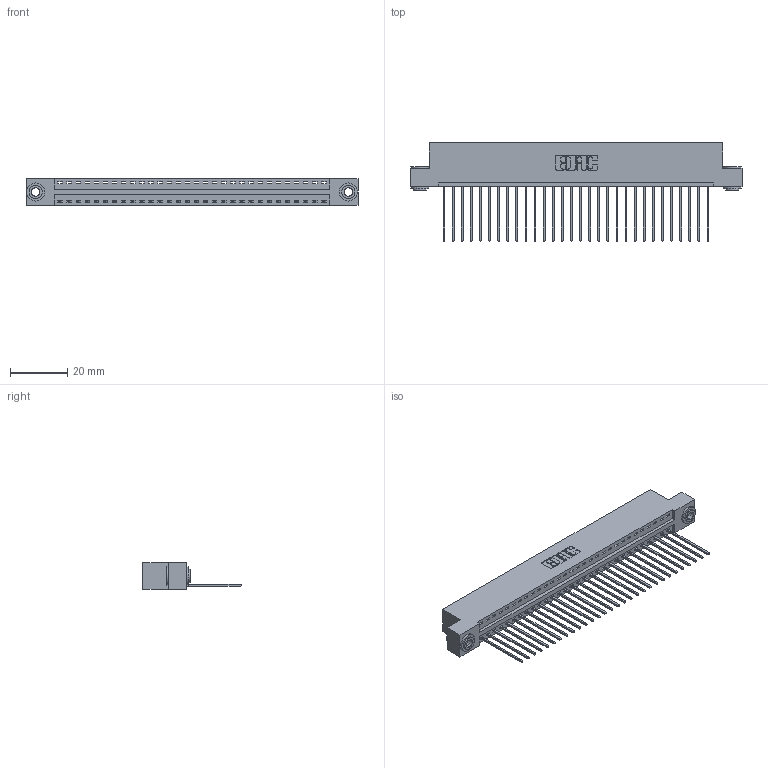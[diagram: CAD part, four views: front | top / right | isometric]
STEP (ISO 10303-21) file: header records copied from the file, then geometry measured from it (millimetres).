
FILE_DESCRIPTION (( 'STEP AP203' ), '1' );
FILE_NAME ('346-030-541-103.STEP', '2022-05-06T15:56:22', ( '' ), ( '' ), 'SwSTEP 2.0', 'SolidWorks 2020', '' );
FILE_SCHEMA (( 'CONFIG_CONTROL_DESIGN' ));
Length unit declared in the file: inch
Products named in the file (4): 345-250-002_345-250-002-102; 345-292-001_345-293-141; 346 Part_Flush Mounting Lugs - 0.156 Dia-TH; 346-030-541-103
Assembly tree (33 placements, depth 2):
  346-030-541-103
    346 Part_Flush Mounting Lugs - 0.156 Dia-TH
    345-292-001_345-293-141  x30
    345-250-002_345-250-002-102  x2
Bounding box: 115.82 x 34.29 x 9.4 mm (x, y, z)
Volume: 11104.5 mm3; surface area: 14592.6 mm2
Topology: 33 solids, 33 shells, 1914 faces, 5721 edges, 3770 vertices
Faces by surface type: plane 1300, cylinder 606, cone 8
Entity records: 21318 total; most frequent: CARTESIAN_POINT 3639, ORIENTED_EDGE 3594, DIRECTION 3255, EDGE_CURVE 1797, LINE 1521, VECTOR 1521, VERTEX_POINT 1194, AXIS2_PLACEMENT_3D 867
